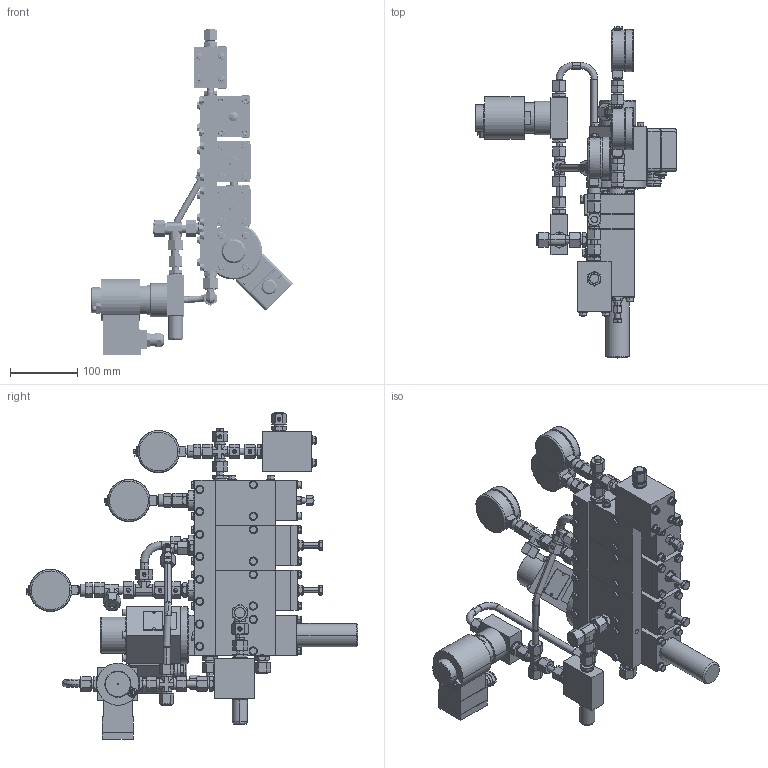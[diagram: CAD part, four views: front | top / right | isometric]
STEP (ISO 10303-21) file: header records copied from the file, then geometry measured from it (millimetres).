
FILE_DESCRIPTION (( 'STEP AP214' ), '1' );
FILE_NAME ('HON658_mit_Magentventil_NC.STEP', '2017-03-02T12:53:02', ( '' ), ( '' ), 'SwSTEP 2.0', 'SolidWorks 2015', '' );
FILE_SCHEMA (( 'AUTOMOTIVE_DESIGN' ));
Products named in the file (1): HON658_mit_Magentventil_NC
Bounding box: 300.66 x 495.34 x 487.84 mm (x, y, z)
Surface area: 529320.4 mm2 (no closed solid volume)
Topology: 0 solids, 4 shells, 7010 faces, 17930 edges, 11454 vertices
Faces by surface type: plane 4081, bspline 1073, cone 1012, cylinder 810, torus 30, sphere 4
Entity records: 270300 total; most frequent: CARTESIAN_POINT 110327, ORIENTED_EDGE 35776, DIRECTION 28160, EDGE_CURVE 17892, VERTEX_POINT 11448, VECTOR 10824, LINE 10824, AXIS2_PLACEMENT_3D 8668
